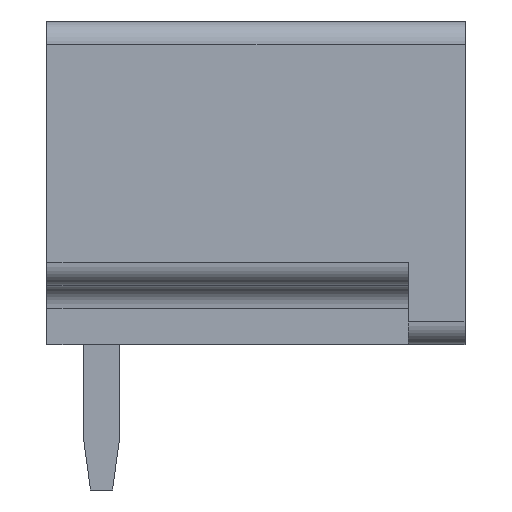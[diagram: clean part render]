
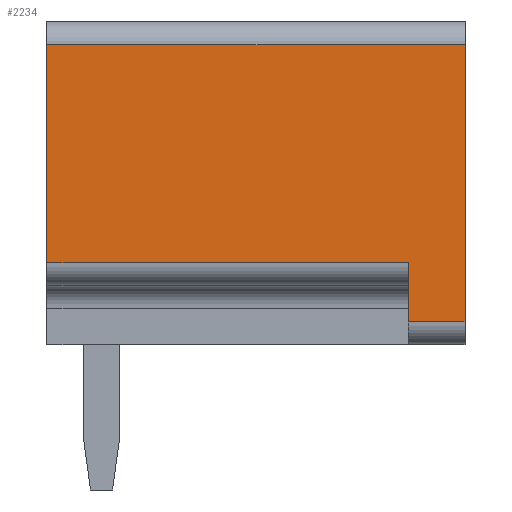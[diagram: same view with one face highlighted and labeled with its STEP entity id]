
A CAD part, left-side view. The second image highlights one B-rep face of the part: STEP entity #2234.
In plain terms, the highlighted planar face has unit normal (-1, 0, 0).
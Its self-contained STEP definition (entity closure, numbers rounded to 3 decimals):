
#2198=AXIS2_PLACEMENT_3D('Plane Axis2P3D',#2195,#2196,#2197) ;
#188=CARTESIAN_POINT('Vertex',(0.,0.,9.8)) ;
#191=CARTESIAN_POINT('Line Origine',(0.,0.,6.75)) ;
#195=CARTESIAN_POINT('Vertex',(0.,0.,3.7)) ;
#2176=CARTESIAN_POINT('Line Origine',(0.,4.6,9.8)) ;
#2180=CARTESIAN_POINT('Vertex',(0.,9.2,9.8)) ;
#2195=CARTESIAN_POINT('Axis2P3D Location',(0.,0.,3.7)) ;
#2200=CARTESIAN_POINT('Line Origine',(0.,0.625,3.7)) ;
#2204=CARTESIAN_POINT('Vertex',(0.,1.25,3.7)) ;
#2207=CARTESIAN_POINT('Line Origine',(0.,9.2,7.4)) ;
#2211=CARTESIAN_POINT('Vertex',(0.,9.2,5.)) ;
#2214=CARTESIAN_POINT('Line Origine',(0.,5.225,5.)) ;
#2218=CARTESIAN_POINT('Vertex',(0.,1.25,5.)) ;
#2221=CARTESIAN_POINT('Line Origine',(0.,1.25,4.35)) ;
#192=DIRECTION('Vector Direction',(0.,0.,1.)) ;
#2177=DIRECTION('Vector Direction',(0.,1.,0.)) ;
#2196=DIRECTION('Axis2P3D Direction',(-1.,0.,0.)) ;
#2197=DIRECTION('Axis2P3D XDirection',(0.,0.,1.)) ;
#2201=DIRECTION('Vector Direction',(0.,1.,0.)) ;
#2208=DIRECTION('Vector Direction',(0.,0.,1.)) ;
#2215=DIRECTION('Vector Direction',(0.,1.,0.)) ;
#2222=DIRECTION('Vector Direction',(0.,0.,-1.)) ;
#193=VECTOR('Line Direction',#192,1.) ;
#2178=VECTOR('Line Direction',#2177,1.) ;
#2202=VECTOR('Line Direction',#2201,1.) ;
#2209=VECTOR('Line Direction',#2208,1.) ;
#2216=VECTOR('Line Direction',#2215,1.) ;
#2223=VECTOR('Line Direction',#2222,1.) ;
#2227=ORIENTED_EDGE('',*,*,#2206,.F.) ;
#2228=ORIENTED_EDGE('',*,*,#197,.T.) ;
#2229=ORIENTED_EDGE('',*,*,#2182,.T.) ;
#2230=ORIENTED_EDGE('',*,*,#2213,.F.) ;
#2231=ORIENTED_EDGE('',*,*,#2220,.F.) ;
#2232=ORIENTED_EDGE('',*,*,#2225,.T.) ;
#2234=ADVANCED_FACE('Housing',(#2233),#2199,.T.) ;
#197=EDGE_CURVE('',#196,#189,#194,.T.) ;
#2182=EDGE_CURVE('',#189,#2181,#2179,.T.) ;
#2206=EDGE_CURVE('',#196,#2205,#2203,.T.) ;
#2213=EDGE_CURVE('',#2212,#2181,#2210,.T.) ;
#2220=EDGE_CURVE('',#2219,#2212,#2217,.T.) ;
#2225=EDGE_CURVE('',#2219,#2205,#2224,.T.) ;
#2226=EDGE_LOOP('',(#2227,#2228,#2229,#2230,#2231,#2232)) ;
#2233=FACE_OUTER_BOUND('',#2226,.T.) ;
#194=LINE('Line',#191,#193) ;
#2179=LINE('Line',#2176,#2178) ;
#2203=LINE('Line',#2200,#2202) ;
#2210=LINE('Line',#2207,#2209) ;
#2217=LINE('Line',#2214,#2216) ;
#2224=LINE('Line',#2221,#2223) ;
#2199=PLANE('',#2198) ;
#189=VERTEX_POINT('',#188) ;
#196=VERTEX_POINT('',#195) ;
#2181=VERTEX_POINT('',#2180) ;
#2205=VERTEX_POINT('',#2204) ;
#2212=VERTEX_POINT('',#2211) ;
#2219=VERTEX_POINT('',#2218) ;
